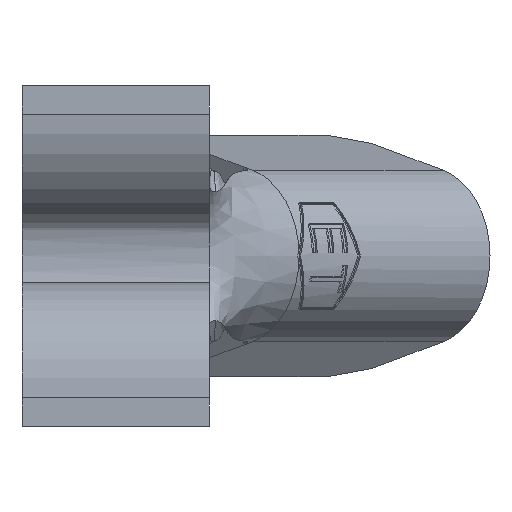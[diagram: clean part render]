
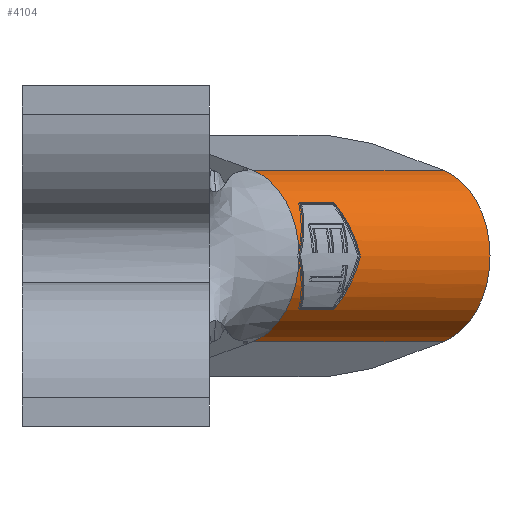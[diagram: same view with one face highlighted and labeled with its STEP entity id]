
A CAD part, left-side view. The second image highlights one B-rep face of the part: STEP entity #4104.
In plain terms, the highlighted cylindrical face has radius 1.168 mm (diameter 2.337 mm), a partial arc.
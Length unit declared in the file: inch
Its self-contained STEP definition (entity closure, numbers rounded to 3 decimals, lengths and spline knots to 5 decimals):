
#36 = VECTOR ( 'NONE', #2545, 39.37008 ) ;
#81 = AXIS2_PLACEMENT_3D ( 'NONE', #1485, #1119, #729 ) ;
#84 = CIRCLE ( 'NONE', #81, 0.046 ) ;
#90 = ORIENTED_EDGE ( 'NONE', *, *, #647, .F. ) ;
#225 = DIRECTION ( 'NONE',  ( -0.707, 0.707, 0. ) ) ;
#283 = ORIENTED_EDGE ( 'NONE', *, *, #1458, .F. ) ;
#316 = VECTOR ( 'NONE', #4518, 39.37008 ) ;
#385 = VECTOR ( 'NONE', #3915, 39.37008 ) ;
#394 = DIRECTION ( 'NONE',  ( -0.707, 0.707, 0. ) ) ;
#445 = CYLINDRICAL_SURFACE ( 'NONE', #4017, 0.046 ) ;
#468 = ORIENTED_EDGE ( 'NONE', *, *, #3070, .F. ) ;
#574 = ORIENTED_EDGE ( 'NONE', *, *, #4449, .T. ) ;
#609 = CIRCLE ( 'NONE', #3178, 0.046 ) ;
#647 = EDGE_CURVE ( 'NONE', #2029, #2859, #4024, .T. ) ;
#679 = CARTESIAN_POINT ( 'NONE',  ( 0.11886, -0.07849, 0. ) ) ;
#715 = CARTESIAN_POINT ( 'NONE',  ( 0.11847, -0.06474, 0.02792 ) ) ;
#726 = DIRECTION ( 'NONE',  ( 0.707, 0.707, 0. ) ) ;
#729 = DIRECTION ( 'NONE',  ( -0.707, -0.707, 0. ) ) ;
#737 = EDGE_CURVE ( 'NONE', #1448, #2872, #1310, .T. ) ;
#858 = CARTESIAN_POINT ( 'NONE',  ( 0.08704, -0.04667, 0. ) ) ;
#892 = CARTESIAN_POINT ( 'NONE',  ( 0.11653, -0.07141, -0.01995 ) ) ;
#1091 = CARTESIAN_POINT ( 'NONE',  ( 0.11847, -0.06474, 0.02792 ) ) ;
#1119 = DIRECTION ( 'NONE',  ( -0.707, 0.707, 0. ) ) ;
#1310 = LINE ( 'NONE', #4634, #316 ) ;
#1448 = VERTEX_POINT ( 'NONE', #2572 ) ;
#1458 = EDGE_CURVE ( 'NONE', #2543, #2859, #84, .T. ) ;
#1485 = CARTESIAN_POINT ( 'NONE',  ( 0.11957, -0.01414, 0. ) ) ;
#1489 = LINE ( 'NONE', #1730, #385 ) ;
#1495 = ORIENTED_EDGE ( 'NONE', *, *, #4583, .F. ) ;
#1512 = B_SPLINE_CURVE_WITH_KNOTS ( 'NONE', 3,
 ( #858, #3045, #3788, #1606 ),
 .UNSPECIFIED., .F., .F.,
 ( 4, 4 ),
 ( 0., 1. ),
 .UNSPECIFIED. ) ;
#1555 = VERTEX_POINT ( 'NONE', #4378 ) ;
#1606 = CARTESIAN_POINT ( 'NONE',  ( 0.10079, -0.04706, -0.02792 ) ) ;
#1634 = CARTESIAN_POINT ( 'NONE',  ( 0.11886, -0.07849, 0. ) ) ;
#1691 = VERTEX_POINT ( 'NONE', #1965 ) ;
#1730 = CARTESIAN_POINT ( 'NONE',  ( 0.11126, -0.02245, -0.04448 ) ) ;
#1789 = ORIENTED_EDGE ( 'NONE', *, *, #4364, .T. ) ;
#1798 = CARTESIAN_POINT ( 'NONE',  ( 0.10079, -0.04706, -0.02792 ) ) ;
#1837 = CARTESIAN_POINT ( 'NONE',  ( 0.11847, -0.06474, 0.02792 ) ) ;
#1885 = LINE ( 'NONE', #1837, #36 ) ;
#1965 = CARTESIAN_POINT ( 'NONE',  ( 0.21026, -0.12144, -0.04448 ) ) ;
#2022 = CARTESIAN_POINT ( 'NONE',  ( 0.10079, -0.04706, -0.02792 ) ) ;
#2023 = VERTEX_POINT ( 'NONE', #3878 ) ;
#2029 = VERTEX_POINT ( 'NONE', #3928 ) ;
#2073 = B_SPLINE_CURVE_WITH_KNOTS ( 'NONE', 3,
 ( #679, #2182, #2907, #715 ),
 .UNSPECIFIED., .F., .F.,
 ( 4, 4 ),
 ( 0., 1. ),
 .UNSPECIFIED. ) ;
#2182 = CARTESIAN_POINT ( 'NONE',  ( 0.1165, -0.07612, 0.01003 ) ) ;
#2365 = AXIS2_PLACEMENT_3D ( 'NONE', #2588, #394, #2955 ) ;
#2401 = FACE_OUTER_BOUND ( 'NONE', #2812, .T. ) ;
#2428 = CARTESIAN_POINT ( 'NONE',  ( 0.21856, -0.11314, 0. ) ) ;
#2534 = CARTESIAN_POINT ( 'NONE',  ( 0.08941, -0.04903, 0.01003 ) ) ;
#2543 = VERTEX_POINT ( 'NONE', #3996 ) ;
#2545 = DIRECTION ( 'NONE',  ( -0.707, 0.707, 0. ) ) ;
#2572 = CARTESIAN_POINT ( 'NONE',  ( 0.11126, -0.02245, 0.04448 ) ) ;
#2573 = ORIENTED_EDGE ( 'NONE', *, *, #4573, .F. ) ;
#2576 = VERTEX_POINT ( 'NONE', #1091 ) ;
#2588 = CARTESIAN_POINT ( 'NONE',  ( 0.11957, -0.01414, 0. ) ) ;
#2789 = DIRECTION ( 'NONE',  ( -0.707, -0.707, 0. ) ) ;
#2812 = EDGE_LOOP ( 'NONE', ( #2573, #4263, #4126, #468, #283, #574, #1789, #3313, #3389, #90, #1495 ) ) ;
#2859 = VERTEX_POINT ( 'NONE', #3297 ) ;
#2872 = VERTEX_POINT ( 'NONE', #4388 ) ;
#2907 = CARTESIAN_POINT ( 'NONE',  ( 0.11653, -0.07141, 0.01995 ) ) ;
#2923 = CARTESIAN_POINT ( 'NONE',  ( 0.11957, -0.01414, 0. ) ) ;
#2955 = DIRECTION ( 'NONE',  ( -0.707, -0.707, 0. ) ) ;
#3021 = CARTESIAN_POINT ( 'NONE',  ( 0.11847, -0.06474, -0.02792 ) ) ;
#3045 = CARTESIAN_POINT ( 'NONE',  ( 0.08941, -0.04903, -0.01003 ) ) ;
#3070 = EDGE_CURVE ( 'NONE', #2859, #3146, #1512, .T. ) ;
#3146 = VERTEX_POINT ( 'NONE', #2022 ) ;
#3178 = AXIS2_PLACEMENT_3D ( 'NONE', #2428, #225, #2789 ) ;
#3285 = DIRECTION ( 'NONE',  ( 0.707, -0.707, 0. ) ) ;
#3297 = CARTESIAN_POINT ( 'NONE',  ( 0.08704, -0.04667, 0. ) ) ;
#3313 = ORIENTED_EDGE ( 'NONE', *, *, #737, .F. ) ;
#3389 = ORIENTED_EDGE ( 'NONE', *, *, #4643, .F. ) ;
#3407 = EDGE_CURVE ( 'NONE', #3146, #1555, #3637, .T. ) ;
#3550 = B_SPLINE_CURVE_WITH_KNOTS ( 'NONE', 3,
 ( #3021, #892, #3814, #1634 ),
 .UNSPECIFIED., .F., .F.,
 ( 4, 4 ),
 ( 0., 1. ),
 .UNSPECIFIED. ) ;
#3585 = CIRCLE ( 'NONE', #2365, 0.046 ) ;
#3637 = LINE ( 'NONE', #1798, #4738 ) ;
#3746 = EDGE_CURVE ( 'NONE', #1555, #2023, #3550, .T. ) ;
#3788 = CARTESIAN_POINT ( 'NONE',  ( 0.09412, -0.04901, -0.01995 ) ) ;
#3814 = CARTESIAN_POINT ( 'NONE',  ( 0.1165, -0.07612, -0.01003 ) ) ;
#3815 = CARTESIAN_POINT ( 'NONE',  ( 0.08704, -0.04667, 0. ) ) ;
#3878 = CARTESIAN_POINT ( 'NONE',  ( 0.11886, -0.07849, 0. ) ) ;
#3915 = DIRECTION ( 'NONE',  ( 0.707, -0.707, 0. ) ) ;
#3928 = CARTESIAN_POINT ( 'NONE',  ( 0.10079, -0.04706, 0.02792 ) ) ;
#3996 = CARTESIAN_POINT ( 'NONE',  ( 0.11126, -0.02245, -0.04448 ) ) ;
#4009 = CARTESIAN_POINT ( 'NONE',  ( 0.10079, -0.04706, 0.02792 ) ) ;
#4017 = AXIS2_PLACEMENT_3D ( 'NONE', #2923, #3285, #726 ) ;
#4024 = B_SPLINE_CURVE_WITH_KNOTS ( 'NONE', 3,
 ( #4009, #4166, #2534, #3815 ),
 .UNSPECIFIED., .F., .F.,
 ( 4, 4 ),
 ( 0., 1. ),
 .UNSPECIFIED. ) ;
#4104 = ADVANCED_FACE ( 'NONE', ( #2401 ), #445, .T. ) ;
#4126 = ORIENTED_EDGE ( 'NONE', *, *, #3407, .F. ) ;
#4166 = CARTESIAN_POINT ( 'NONE',  ( 0.09412, -0.04901, 0.01995 ) ) ;
#4263 = ORIENTED_EDGE ( 'NONE', *, *, #3746, .F. ) ;
#4343 = DIRECTION ( 'NONE',  ( 0.707, -0.707, 0. ) ) ;
#4364 = EDGE_CURVE ( 'NONE', #1691, #2872, #609, .T. ) ;
#4378 = CARTESIAN_POINT ( 'NONE',  ( 0.11847, -0.06474, -0.02792 ) ) ;
#4388 = CARTESIAN_POINT ( 'NONE',  ( 0.21026, -0.12144, 0.04448 ) ) ;
#4449 = EDGE_CURVE ( 'NONE', #2543, #1691, #1489, .T. ) ;
#4518 = DIRECTION ( 'NONE',  ( 0.707, -0.707, 0. ) ) ;
#4573 = EDGE_CURVE ( 'NONE', #2023, #2576, #2073, .T. ) ;
#4583 = EDGE_CURVE ( 'NONE', #2576, #2029, #1885, .T. ) ;
#4634 = CARTESIAN_POINT ( 'NONE',  ( 0.11126, -0.02245, 0.04448 ) ) ;
#4643 = EDGE_CURVE ( 'NONE', #2859, #1448, #3585, .T. ) ;
#4738 = VECTOR ( 'NONE', #4343, 39.37008 ) ;
